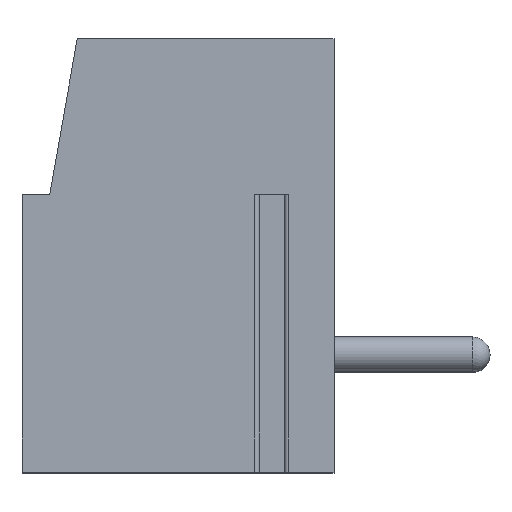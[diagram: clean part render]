
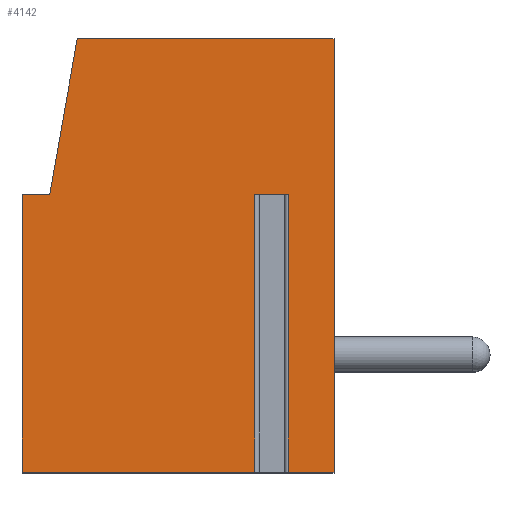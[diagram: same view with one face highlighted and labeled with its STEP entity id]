
A CAD part, top view. The second image highlights one B-rep face of the part: STEP entity #4142.
In plain terms, the highlighted planar face has unit normal (0, 0, 1).
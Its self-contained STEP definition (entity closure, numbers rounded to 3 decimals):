
#13=DIRECTION('',(-1.,0.,0.));
#14=VECTOR('',#13,0.958);
#15=CARTESIAN_POINT('',(3.179,1.75,17.5));
#16=LINE('',#15,#14);
#17=DIRECTION('',(0.,-1.,0.));
#18=VECTOR('',#17,8.);
#19=CARTESIAN_POINT('',(2.221,1.75,17.5));
#20=LINE('',#19,#18);
#21=DIRECTION('',(1.,0.,0.));
#22=VECTOR('',#21,6.721);
#23=CARTESIAN_POINT('',(-4.5,-6.25,17.5));
#24=LINE('',#23,#22);
#25=DIRECTION('',(0.,-1.,0.));
#26=VECTOR('',#25,8.);
#27=CARTESIAN_POINT('',(-4.5,1.75,17.5));
#28=LINE('',#27,#26);
#29=DIRECTION('',(-1.,0.,0.));
#30=VECTOR('',#29,0.8);
#31=CARTESIAN_POINT('',(-3.7,1.75,17.5));
#32=LINE('',#31,#30);
#33=DIRECTION('',(-0.174,-0.985,0.));
#34=VECTOR('',#33,4.569);
#35=CARTESIAN_POINT('',(-2.907,6.25,17.5));
#36=LINE('',#35,#34);
#37=DIRECTION('',(-1.,0.,0.));
#38=VECTOR('',#37,7.407);
#39=CARTESIAN_POINT('',(4.5,6.25,17.5));
#40=LINE('',#39,#38);
#41=DIRECTION('',(0.,1.,0.));
#42=VECTOR('',#41,12.5);
#43=CARTESIAN_POINT('',(4.5,-6.25,17.5));
#44=LINE('',#43,#42);
#45=DIRECTION('',(1.,0.,0.));
#46=VECTOR('',#45,1.321);
#47=CARTESIAN_POINT('',(3.179,-6.25,17.5));
#48=LINE('',#47,#46);
#49=DIRECTION('',(0.,-1.,0.));
#50=VECTOR('',#49,8.);
#51=CARTESIAN_POINT('',(3.179,1.75,17.5));
#52=LINE('',#51,#50);
#3269=CARTESIAN_POINT('',(-2.907,6.25,17.5));
#3270=CARTESIAN_POINT('',(-3.7,1.75,17.5));
#3271=VERTEX_POINT('',#3269);
#3272=VERTEX_POINT('',#3270);
#3273=CARTESIAN_POINT('',(-4.5,1.75,17.5));
#3274=VERTEX_POINT('',#3273);
#3275=CARTESIAN_POINT('',(-4.5,-6.25,17.5));
#3276=VERTEX_POINT('',#3275);
#3277=CARTESIAN_POINT('',(4.5,-6.25,17.5));
#3278=CARTESIAN_POINT('',(4.5,6.25,17.5));
#3279=VERTEX_POINT('',#3277);
#3280=VERTEX_POINT('',#3278);
#3337=CARTESIAN_POINT('',(3.179,1.75,17.5));
#3338=CARTESIAN_POINT('',(2.221,1.75,17.5));
#3339=VERTEX_POINT('',#3337);
#3340=VERTEX_POINT('',#3338);
#3341=CARTESIAN_POINT('',(3.179,-6.25,17.5));
#3342=VERTEX_POINT('',#3341);
#3343=CARTESIAN_POINT('',(2.221,-6.25,17.5));
#3344=VERTEX_POINT('',#3343);
#4115=CARTESIAN_POINT('',(0.,0.,17.5));
#4116=DIRECTION('',(0.,0.,1.));
#4117=DIRECTION('',(1.,0.,0.));
#4118=AXIS2_PLACEMENT_3D('',#4115,#4116,#4117);
#4119=PLANE('',#4118);
#4121=ORIENTED_EDGE('',*,*,#4120,.T.);
#4123=ORIENTED_EDGE('',*,*,#4122,.T.);
#4125=ORIENTED_EDGE('',*,*,#4124,.F.);
#4127=ORIENTED_EDGE('',*,*,#4126,.F.);
#4129=ORIENTED_EDGE('',*,*,#4128,.F.);
#4131=ORIENTED_EDGE('',*,*,#4130,.F.);
#4133=ORIENTED_EDGE('',*,*,#4132,.F.);
#4135=ORIENTED_EDGE('',*,*,#4134,.F.);
#4137=ORIENTED_EDGE('',*,*,#4136,.F.);
#4139=ORIENTED_EDGE('',*,*,#4138,.F.);
#4140=EDGE_LOOP('',(#4121,#4123,#4125,#4127,#4129,#4131,#4133,#4135,#4137,
#4139));
#4141=FACE_OUTER_BOUND('',#4140,.F.);
#4120=EDGE_CURVE('',#3339,#3340,#16,.T.);
#4122=EDGE_CURVE('',#3340,#3344,#20,.T.);
#4124=EDGE_CURVE('',#3276,#3344,#24,.T.);
#4126=EDGE_CURVE('',#3274,#3276,#28,.T.);
#4128=EDGE_CURVE('',#3272,#3274,#32,.T.);
#4130=EDGE_CURVE('',#3271,#3272,#36,.T.);
#4132=EDGE_CURVE('',#3280,#3271,#40,.T.);
#4134=EDGE_CURVE('',#3279,#3280,#44,.T.);
#4136=EDGE_CURVE('',#3342,#3279,#48,.T.);
#4138=EDGE_CURVE('',#3339,#3342,#52,.T.);
#4142=ADVANCED_FACE('',(#4141),#4119,.T.);
